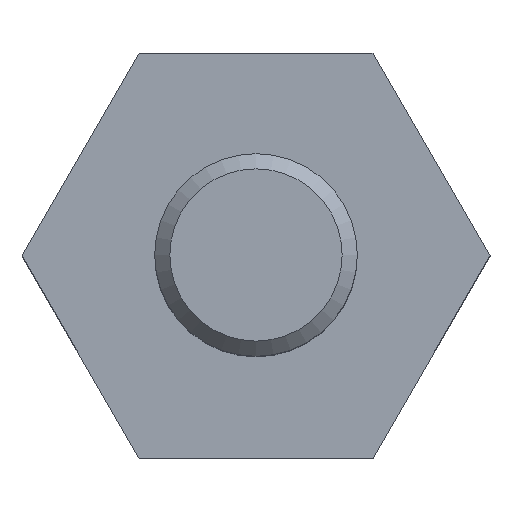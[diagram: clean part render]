
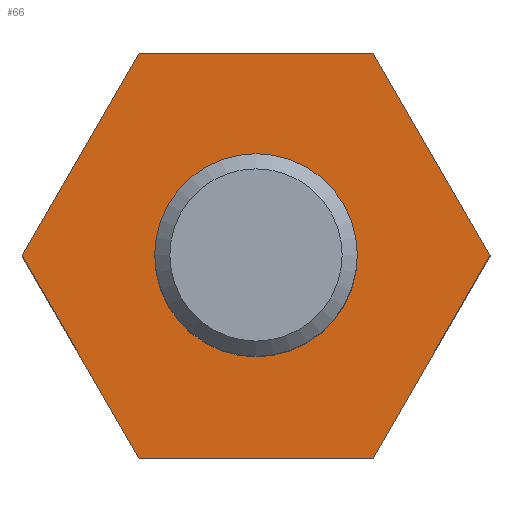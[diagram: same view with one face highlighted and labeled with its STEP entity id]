
A CAD part, top view. The second image highlights one B-rep face of the part: STEP entity #66.
In plain terms, the highlighted planar face has unit normal (0, 0, 1).
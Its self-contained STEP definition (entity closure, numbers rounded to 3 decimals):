
#66 = ADVANCED_FACE( '', ( #145, #146 ), #147, .T. );
#145 = FACE_BOUND( '', #243, .T. );
#146 = FACE_OUTER_BOUND( '', #244, .T. );
#147 = PLANE( '', #245 );
#243 = EDGE_LOOP( '', ( #370 ) );
#244 = EDGE_LOOP( '', ( #371, #372, #373, #374, #375, #376 ) );
#245 = AXIS2_PLACEMENT_3D( '', #377, #378, #379 );
#370 = ORIENTED_EDGE( '', *, *, #529, .T. );
#371 = ORIENTED_EDGE( '', *, *, #527, .T. );
#372 = ORIENTED_EDGE( '', *, *, #505, .T. );
#373 = ORIENTED_EDGE( '', *, *, #530, .T. );
#374 = ORIENTED_EDGE( '', *, *, #531, .T. );
#375 = ORIENTED_EDGE( '', *, *, #532, .T. );
#376 = ORIENTED_EDGE( '', *, *, #533, .T. );
#377 = CARTESIAN_POINT( '', ( 0., 0., 0. ) );
#378 = DIRECTION( '', ( 0., 0., 1. ) );
#379 = DIRECTION( '', ( 1., 0., 0. ) );
#505 = EDGE_CURVE( '', #573, #579, #581, .T. );
#527 = EDGE_CURVE( '', #610, #573, #613, .T. );
#529 = EDGE_CURVE( '', #615, #615, #616, .F. );
#530 = EDGE_CURVE( '', #579, #617, #618, .T. );
#531 = EDGE_CURVE( '', #617, #619, #620, .T. );
#532 = EDGE_CURVE( '', #619, #621, #622, .T. );
#533 = EDGE_CURVE( '', #621, #610, #623, .T. );
#573 = VERTEX_POINT( '', #671 );
#579 = VERTEX_POINT( '', #680 );
#581 = LINE( '', #683, #684 );
#610 = VERTEX_POINT( '', #718 );
#613 = LINE( '', #723, #724 );
#615 = VERTEX_POINT( '', #726 );
#616 = CIRCLE( '', #727, 1.85 );
#617 = VERTEX_POINT( '', #728 );
#618 = LINE( '', #729, #730 );
#619 = VERTEX_POINT( '', #731 );
#620 = LINE( '', #732, #733 );
#621 = VERTEX_POINT( '', #734 );
#622 = LINE( '', #735, #736 );
#623 = LINE( '', #737, #738 );
#671 = CARTESIAN_POINT( '', ( 2.309, -4., 0. ) );
#680 = CARTESIAN_POINT( '', ( 4.619, 0., 0. ) );
#683 = CARTESIAN_POINT( '', ( 2.309, -4., 0. ) );
#684 = VECTOR( '', #796, 1000. );
#718 = CARTESIAN_POINT( '', ( -2.309, -4., 0. ) );
#723 = CARTESIAN_POINT( '', ( -2.309, -4., 0. ) );
#724 = VECTOR( '', #828, 1000. );
#726 = CARTESIAN_POINT( '', ( 1.85, 0., 0. ) );
#727 = AXIS2_PLACEMENT_3D( '', #829, #830, #831 );
#728 = CARTESIAN_POINT( '', ( 2.309, 4., 0. ) );
#729 = CARTESIAN_POINT( '', ( 4.619, 0., 0. ) );
#730 = VECTOR( '', #832, 1000. );
#731 = CARTESIAN_POINT( '', ( -2.309, 4., 0. ) );
#732 = CARTESIAN_POINT( '', ( 2.309, 4., 0. ) );
#733 = VECTOR( '', #833, 1000. );
#734 = CARTESIAN_POINT( '', ( -4.619, 0., 0. ) );
#735 = CARTESIAN_POINT( '', ( -2.309, 4., 0. ) );
#736 = VECTOR( '', #834, 1000. );
#737 = CARTESIAN_POINT( '', ( -4.619, 0., 0. ) );
#738 = VECTOR( '', #835, 1000. );
#796 = DIRECTION( '', ( 0.5, 0.866, 0. ) );
#828 = DIRECTION( '', ( 1., 0., 0. ) );
#829 = CARTESIAN_POINT( '', ( 0., 0., 0. ) );
#830 = DIRECTION( '', ( 0., 0., 1. ) );
#831 = DIRECTION( '', ( 1., 0., 0. ) );
#832 = DIRECTION( '', ( -0.5, 0.866, 0. ) );
#833 = DIRECTION( '', ( -1., 0., 0. ) );
#834 = DIRECTION( '', ( -0.5, -0.866, 0. ) );
#835 = DIRECTION( '', ( 0.5, -0.866, 0. ) );
